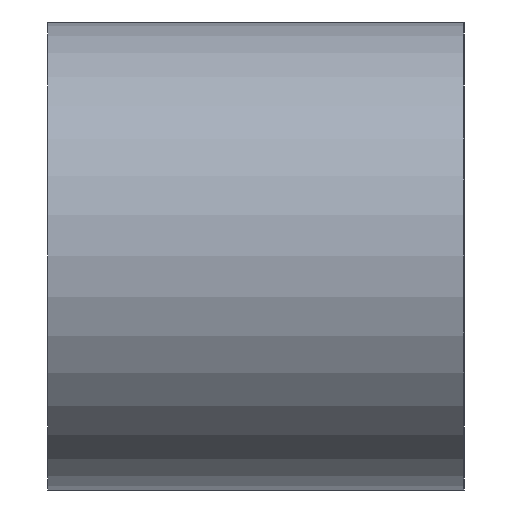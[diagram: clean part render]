
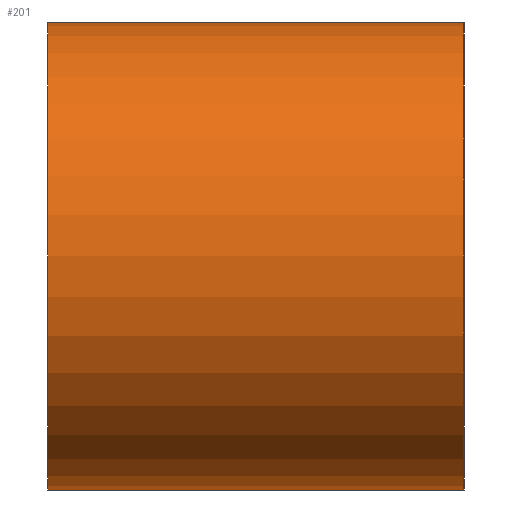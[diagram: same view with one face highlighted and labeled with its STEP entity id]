
A CAD part, left-side view. The second image highlights one B-rep face of the part: STEP entity #201.
In plain terms, the highlighted cylindrical face has radius 4.5 mm (diameter 9 mm), a partial arc.
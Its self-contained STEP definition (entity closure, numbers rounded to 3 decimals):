
#4 = EDGE_CURVE ( 'NONE', #396, #199, #449, .T. ) ;
#7 = AXIS2_PLACEMENT_3D ( 'NONE', #684, #386, #729 ) ;
#9 = AXIS2_PLACEMENT_3D ( 'NONE', #404, #389, #344 ) ;
#72 = VERTEX_POINT ( 'NONE', #623 ) ;
#75 = VERTEX_POINT ( 'NONE', #94 ) ;
#94 = CARTESIAN_POINT ( 'NONE',  ( -53.15, 0., 4.5 ) ) ;
#103 = CARTESIAN_POINT ( 'NONE',  ( -53.15, 8., 4.5 ) ) ;
#123 = CARTESIAN_POINT ( 'NONE',  ( -53.15, 0., 0. ) ) ;
#136 = VECTOR ( 'NONE', #350, 1000. ) ;
#160 = ORIENTED_EDGE ( 'NONE', *, *, #763, .F. ) ;
#173 = CIRCLE ( 'NONE', #7, 4.5 ) ;
#192 = VECTOR ( 'NONE', #447, 1000. ) ;
#199 = VERTEX_POINT ( 'NONE', #334 ) ;
#200 = ORIENTED_EDGE ( 'NONE', *, *, #698, .F. ) ;
#201 = ADVANCED_FACE ( 'NONE', ( #464 ), #571, .T. ) ;
#228 = DIRECTION ( 'NONE',  ( 0., 1., 0. ) ) ;
#290 = CARTESIAN_POINT ( 'NONE',  ( -53.15, 8., -4.5 ) ) ;
#334 = CARTESIAN_POINT ( 'NONE',  ( -53.15, 0., -4.5 ) ) ;
#344 = DIRECTION ( 'NONE',  ( 0., 0., -1. ) ) ;
#350 = DIRECTION ( 'NONE',  ( 0., -1., 0. ) ) ;
#386 = DIRECTION ( 'NONE',  ( 0., 1., 0. ) ) ;
#389 = DIRECTION ( 'NONE',  ( 0., -1., 0. ) ) ;
#396 = VERTEX_POINT ( 'NONE', #290 ) ;
#404 = CARTESIAN_POINT ( 'NONE',  ( -53.15, 8., 0. ) ) ;
#414 = DIRECTION ( 'NONE',  ( 0., 0., 1. ) ) ;
#447 = DIRECTION ( 'NONE',  ( 0., -1., 0. ) ) ;
#449 = LINE ( 'NONE', #689, #192 ) ;
#464 = FACE_OUTER_BOUND ( 'NONE', #532, .T. ) ;
#498 = ORIENTED_EDGE ( 'NONE', *, *, #504, .T. ) ;
#504 = EDGE_CURVE ( 'NONE', #199, #75, #755, .T. ) ;
#532 = EDGE_LOOP ( 'NONE', ( #498, #160, #200, #733 ) ) ;
#571 = CYLINDRICAL_SURFACE ( 'NONE', #9, 4.5 ) ;
#623 = CARTESIAN_POINT ( 'NONE',  ( -53.15, 8., 4.5 ) ) ;
#638 = LINE ( 'NONE', #103, #136 ) ;
#684 = CARTESIAN_POINT ( 'NONE',  ( -53.15, 8., 0. ) ) ;
#689 = CARTESIAN_POINT ( 'NONE',  ( -53.15, 8., -4.5 ) ) ;
#698 = EDGE_CURVE ( 'NONE', #396, #72, #173, .T. ) ;
#720 = AXIS2_PLACEMENT_3D ( 'NONE', #123, #228, #414 ) ;
#729 = DIRECTION ( 'NONE',  ( 0., 0., 1. ) ) ;
#733 = ORIENTED_EDGE ( 'NONE', *, *, #4, .T. ) ;
#755 = CIRCLE ( 'NONE', #720, 4.5 ) ;
#763 = EDGE_CURVE ( 'NONE', #72, #75, #638, .T. ) ;
